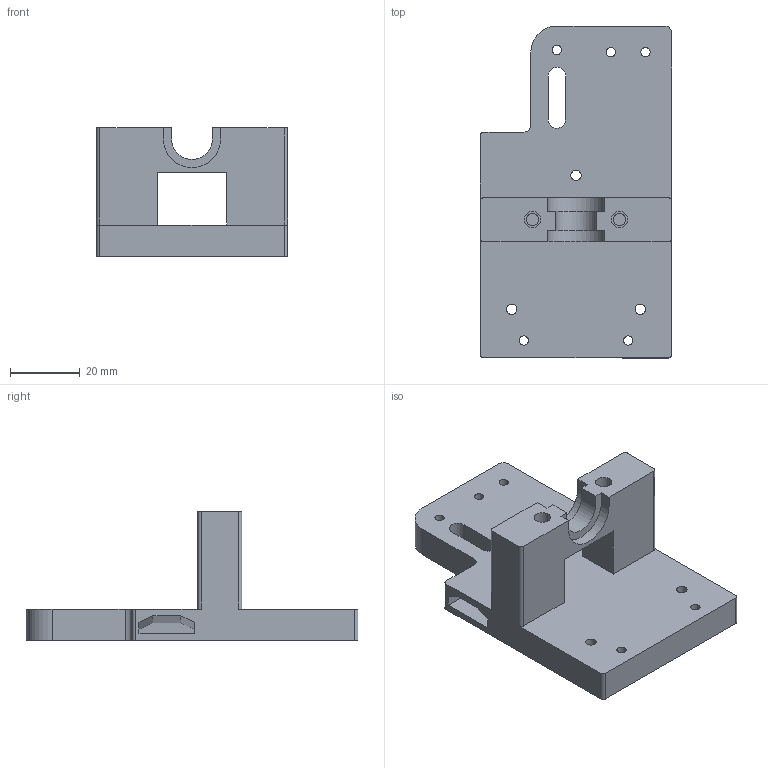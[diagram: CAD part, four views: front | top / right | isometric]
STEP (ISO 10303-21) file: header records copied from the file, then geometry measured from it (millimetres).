
FILE_DESCRIPTION(/* description */ (''),/* implementation_level */ '2;1');
FILE_NAME(/* name */ 'extruder_mount.step',/* time_stamp */ '2025-05-11T15:31:14-04:00',/* author */ (''),/* organization */ (''),/* preprocessor_version */ 'ST-DEVELOPER v20.1',/* originating_system */ 'Autodesk Translation Framework v14.4.0.0',/* authorisation */ '');
FILE_SCHEMA (('AUTOMOTIVE_DESIGN { 1 0 10303 214 3 1 1 }'));
Length unit declared in the file: millimetre
Products named in the file (3): Extruder Mount; X Carriage; Component13
Assembly tree (2 placements, depth 3):
  Extruder Mount
    X Carriage
      Component13
Bounding box: 55 x 95.5 x 37 mm (x, y, z)
Volume: 51505.7 mm3; surface area: 19258 mm2
Topology: 1 solids, 1 shells, 96 faces, 263 edges, 176 vertices
Faces by surface type: plane 61, cylinder 32, bspline 3
Full cylindrical faces by diameter (mm): 2.7 x5, 3 x3, 3.5 x2, 4.7 x2, 11.8 x3
Entity records: 3228 total; most frequent: CARTESIAN_POINT 582, DIRECTION 532, ORIENTED_EDGE 526, EDGE_CURVE 263, LINE 190, VECTOR 190, VERTEX_POINT 176, AXIS2_PLACEMENT_3D 171
